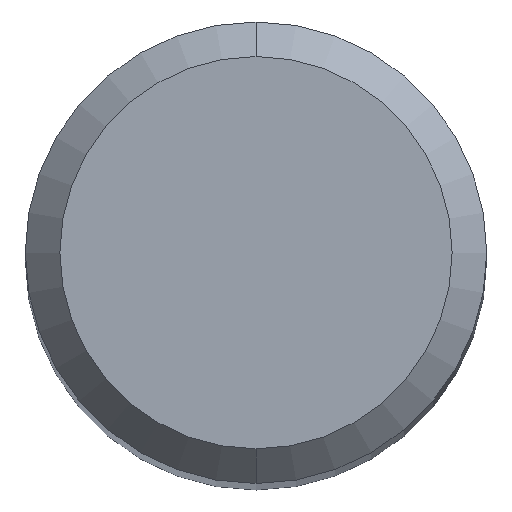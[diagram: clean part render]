
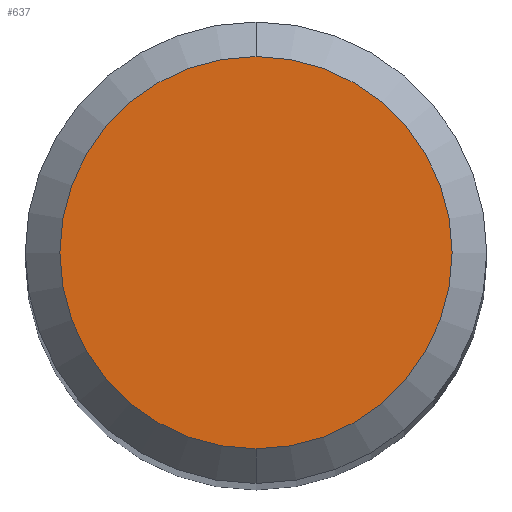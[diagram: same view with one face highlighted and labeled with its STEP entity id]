
A CAD part, top view. The second image highlights one B-rep face of the part: STEP entity #637.
In plain terms, the highlighted planar face has unit normal (0, 0, 1).
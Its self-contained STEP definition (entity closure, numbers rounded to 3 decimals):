
#447=VERTEX_POINT('',#1274);
#637=ADVANCED_FACE('',(#1478),#1479,.T.);
#961=EDGE_CURVE('',#447,#979,#1833,.T.);
#979=VERTEX_POINT('',#1853);
#1003=EDGE_CURVE('',#979,#447,#1878,.T.);
#1274=CARTESIAN_POINT('',(0.0,1.7,0.0));
#1478=FACE_OUTER_BOUND('',#3329,.T.);
#1479=PLANE('',#3330);
#1833=CIRCLE('',#4550,1.7);
#1853=CARTESIAN_POINT('',(0.,-1.7,0.0));
#1878=CIRCLE('',#4791,1.7);
#3329=EDGE_LOOP('',(#6081,#6082));
#3330=AXIS2_PLACEMENT_3D('',#6083,#6084,#6085);
#4550=AXIS2_PLACEMENT_3D('',#6514,#6515,#6516);
#4791=AXIS2_PLACEMENT_3D('',#6564,#6565,#6566);
#6081=ORIENTED_EDGE('',*,*,#961,.F.);
#6082=ORIENTED_EDGE('',*,*,#1003,.F.);
#6083=CARTESIAN_POINT('',(0.0,0.85,0.0));
#6084=DIRECTION('',(-0.0,0.0,1.0));
#6085=DIRECTION('',(0.0,-1.0,0.0));
#6514=CARTESIAN_POINT('',(0.0,0.0,0.0));
#6515=DIRECTION('',(0.0,0.0,-1.0));
#6516=DIRECTION('',(0.0,1.0,0.0));
#6564=CARTESIAN_POINT('',(0.0,0.0,0.0));
#6565=DIRECTION('',(0.0,0.0,-1.0));
#6566=DIRECTION('',(0.0,1.0,0.0));
